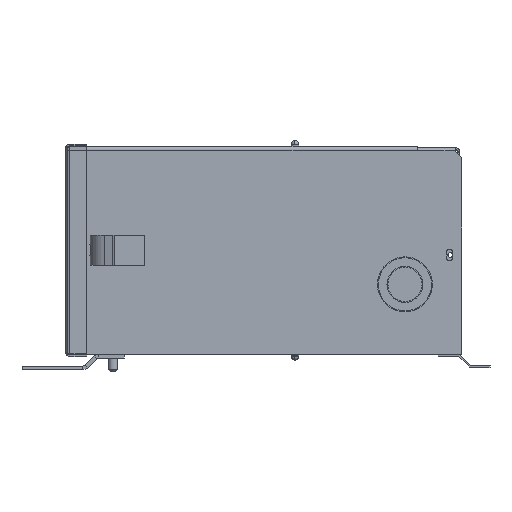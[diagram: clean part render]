
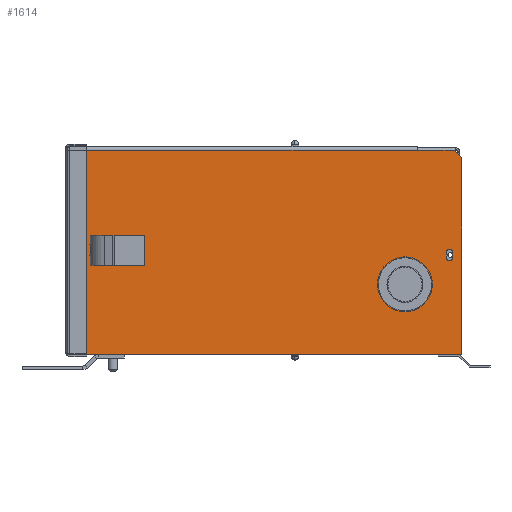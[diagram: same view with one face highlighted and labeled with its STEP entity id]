
A CAD part, left-side view. The second image highlights one B-rep face of the part: STEP entity #1614.
In plain terms, the highlighted planar face has unit normal (-1, 0, 0).
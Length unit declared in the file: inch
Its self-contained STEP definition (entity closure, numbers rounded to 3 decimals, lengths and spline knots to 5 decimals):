
#226 = EDGE_LOOP ( 'NONE', ( #3859, #3860, #3861, #3862, #3863, #3864 ) ) ;
#227 = EDGE_LOOP ( 'NONE', ( #3865, #3866, #3867, #3868, #3869 ) ) ;
#229 = EDGE_LOOP ( 'NONE', ( #3870, #3871 ) ) ;
#1614 = ADVANCED_FACE ( 'NONE', ( #7324, #7334, #7330 ), #9000, .T. ) ;
#2306 = VERTEX_POINT ( 'NONE', #11093 ) ;
#2329 = VERTEX_POINT ( 'NONE', #11116 ) ;
#2330 = VERTEX_POINT ( 'NONE', #11117 ) ;
#2352 = VERTEX_POINT ( 'NONE', #11139 ) ;
#2353 = VERTEX_POINT ( 'NONE', #11140 ) ;
#2368 = VERTEX_POINT ( 'NONE', #11155 ) ;
#2390 = VERTEX_POINT ( 'NONE', #11177 ) ;
#2393 = VERTEX_POINT ( 'NONE', #11180 ) ;
#2395 = VERTEX_POINT ( 'NONE', #11182 ) ;
#2396 = VERTEX_POINT ( 'NONE', #11183 ) ;
#2397 = VERTEX_POINT ( 'NONE', #11184 ) ;
#2399 = VERTEX_POINT ( 'NONE', #11186 ) ;
#2401 = VERTEX_POINT ( 'NONE', #11188 ) ;
#3408 = EDGE_CURVE ( 'NONE', #2329, #2330, #13246, .T. ) ;
#3434 = EDGE_CURVE ( 'NONE', #2352, #2353, #13282, .T. ) ;
#3475 = EDGE_CURVE ( 'NONE', #2306, #2393, #13339, .T. ) ;
#3476 = EDGE_CURVE ( 'NONE', #2306, #2395, #13336, .T. ) ;
#3477 = EDGE_CURVE ( 'NONE', #2395, #2396, #13340, .T. ) ;
#3478 = EDGE_CURVE ( 'NONE', #2396, #2397, #13344, .T. ) ;
#3479 = EDGE_CURVE ( 'NONE', #2390, #2397, #13346, .T. ) ;
#3480 = EDGE_CURVE ( 'NONE', #2393, #2390, #13342, .T. ) ;
#3481 = EDGE_CURVE ( 'NONE', #2368, #2399, #13348, .T. ) ;
#3482 = EDGE_CURVE ( 'NONE', #2399, #2401, #13352, .T. ) ;
#3483 = EDGE_CURVE ( 'NONE', #2401, #2352, #13353, .T. ) ;
#3484 = EDGE_CURVE ( 'NONE', #2353, #2368, #13355, .T. ) ;
#3485 = EDGE_CURVE ( 'NONE', #2330, #2329, #13356, .T. ) ;
#3859 = ORIENTED_EDGE ( 'NONE', *, *, #3475, .F. ) ;
#3860 = ORIENTED_EDGE ( 'NONE', *, *, #3476, .T. ) ;
#3861 = ORIENTED_EDGE ( 'NONE', *, *, #3477, .T. ) ;
#3862 = ORIENTED_EDGE ( 'NONE', *, *, #3478, .T. ) ;
#3863 = ORIENTED_EDGE ( 'NONE', *, *, #3479, .F. ) ;
#3864 = ORIENTED_EDGE ( 'NONE', *, *, #3480, .F. ) ;
#3865 = ORIENTED_EDGE ( 'NONE', *, *, #3481, .T. ) ;
#3866 = ORIENTED_EDGE ( 'NONE', *, *, #3482, .T. ) ;
#3867 = ORIENTED_EDGE ( 'NONE', *, *, #3483, .T. ) ;
#3868 = ORIENTED_EDGE ( 'NONE', *, *, #3434, .T. ) ;
#3869 = ORIENTED_EDGE ( 'NONE', *, *, #3484, .T. ) ;
#3870 = ORIENTED_EDGE ( 'NONE', *, *, #3408, .T. ) ;
#3871 = ORIENTED_EDGE ( 'NONE', *, *, #3485, .T. ) ;
#6314 = AXIS2_PLACEMENT_3D ( 'NONE', #8999, #8996, #9001 ) ;
#7324 = FACE_OUTER_BOUND ( 'NONE', #226, .T. ) ;
#7330 = FACE_BOUND ( 'NONE', #229, .T. ) ;
#7334 = FACE_BOUND ( 'NONE', #227, .T. ) ;
#8996 = DIRECTION ( 'NONE',  ( -1., 0., 0. ) ) ;
#8999 = CARTESIAN_POINT ( 'NONE',  ( -8.36, 0., 0. ) ) ;
#9000 = PLANE ( 'NONE',  #6314 ) ;
#9001 = DIRECTION ( 'NONE',  ( 0., 0., 1. ) ) ;
#11093 = CARTESIAN_POINT ( 'NONE',  ( -8.36, -6.5, -0.3848 ) ) ;
#11116 = CARTESIAN_POINT ( 'NONE',  ( -8.36, -4.625, -3.6825 ) ) ;
#11117 = CARTESIAN_POINT ( 'NONE',  ( -8.36, -4.625, -5.4325 ) ) ;
#11139 = CARTESIAN_POINT ( 'NONE',  ( -8.36, -6.09375, -3.77625 ) ) ;
#11140 = CARTESIAN_POINT ( 'NONE',  ( -8.36, -5.98438, -3.66688 ) ) ;
#11155 = CARTESIAN_POINT ( 'NONE',  ( -8.36, -5.98438, -3.51063 ) ) ;
#11177 = CARTESIAN_POINT ( 'NONE',  ( -8.36, 6.5, -6.87 ) ) ;
#11180 = CARTESIAN_POINT ( 'NONE',  ( -8.36, -6.5, -6.87 ) ) ;
#11182 = CARTESIAN_POINT ( 'NONE',  ( -8.36, -6.25, -0.1348 ) ) ;
#11183 = CARTESIAN_POINT ( 'NONE',  ( -8.36, -5.03125, -0.1348 ) ) ;
#11184 = CARTESIAN_POINT ( 'NONE',  ( -8.36, 6.5, -0.1348 ) ) ;
#11186 = CARTESIAN_POINT ( 'NONE',  ( -8.36, -6.20313, -3.51063 ) ) ;
#11188 = CARTESIAN_POINT ( 'NONE',  ( -8.36, -6.20313, -3.66688 ) ) ;
#12442 = CARTESIAN_POINT ( 'NONE',  ( -8.36, -4.625, -4.5575 ) ) ;
#12443 = DIRECTION ( 'NONE',  ( 1., 0., 0. ) ) ;
#12444 = DIRECTION ( 'NONE',  ( 0., 0., -1. ) ) ;
#12507 = CARTESIAN_POINT ( 'NONE',  ( -8.36, -6.09375, -3.66688 ) ) ;
#12508 = DIRECTION ( 'NONE',  ( 1., 0., 0. ) ) ;
#12509 = DIRECTION ( 'NONE',  ( 0., 0., -1. ) ) ;
#12610 = CARTESIAN_POINT ( 'NONE',  ( -8.36, -6.5, -6.87 ) ) ;
#12611 = DIRECTION ( 'NONE',  ( 0., 0., -1. ) ) ;
#12615 = CARTESIAN_POINT ( 'NONE',  ( -8.36, 0., -0.1348 ) ) ;
#12616 = CARTESIAN_POINT ( 'NONE',  ( -8.36, -3.0576, 3.0576 ) ) ;
#12620 = CARTESIAN_POINT ( 'NONE',  ( -8.36, 6.5, -6.87 ) ) ;
#12621 = DIRECTION ( 'NONE',  ( 0., 0.707, 0.707 ) ) ;
#12622 = DIRECTION ( 'NONE',  ( 0., 1., 0. ) ) ;
#12623 = CARTESIAN_POINT ( 'NONE',  ( -8.36, 0., -0.1348 ) ) ;
#12624 = DIRECTION ( 'NONE',  ( 0., 1., 0. ) ) ;
#12625 = CARTESIAN_POINT ( 'NONE',  ( -8.36, 6.5, -0.0598 ) ) ;
#12626 = DIRECTION ( 'NONE',  ( 0., 0., -1. ) ) ;
#12627 = DIRECTION ( 'NONE',  ( 0., 0., 1. ) ) ;
#12628 = DIRECTION ( 'NONE',  ( 0., 1., 0. ) ) ;
#12629 = CARTESIAN_POINT ( 'NONE',  ( -8.36, -6.20313, -3.51063 ) ) ;
#12630 = CARTESIAN_POINT ( 'NONE',  ( -8.36, -5.98438, -3.51063 ) ) ;
#12631 = DIRECTION ( 'NONE',  ( 0., 0., 1. ) ) ;
#12632 = CARTESIAN_POINT ( 'NONE',  ( -8.36, -6.09375, -3.51063 ) ) ;
#12633 = DIRECTION ( 'NONE',  ( 1., 0., 0. ) ) ;
#12634 = DIRECTION ( 'NONE',  ( 0., 0., -1. ) ) ;
#12635 = CARTESIAN_POINT ( 'NONE',  ( -8.36, -6.09375, -3.66688 ) ) ;
#12636 = DIRECTION ( 'NONE',  ( 1., 0., 0. ) ) ;
#12637 = DIRECTION ( 'NONE',  ( 0., 0., -1. ) ) ;
#12638 = CARTESIAN_POINT ( 'NONE',  ( -8.36, -4.625, -4.5575 ) ) ;
#12639 = DIRECTION ( 'NONE',  ( 1., 0., 0. ) ) ;
#12640 = DIRECTION ( 'NONE',  ( 0., 0., -1. ) ) ;
#12874 = AXIS2_PLACEMENT_3D ( 'NONE', #12442, #12443, #12444 ) ;
#12887 = AXIS2_PLACEMENT_3D ( 'NONE', #12507, #12508, #12509 ) ;
#12916 = AXIS2_PLACEMENT_3D ( 'NONE', #12632, #12633, #12634 ) ;
#12917 = AXIS2_PLACEMENT_3D ( 'NONE', #12635, #12636, #12637 ) ;
#12918 = AXIS2_PLACEMENT_3D ( 'NONE', #12638, #12639, #12640 ) ;
#13246 = CIRCLE ( 'NONE', #12874, 0.875 ) ;
#13282 = CIRCLE ( 'NONE', #12887, 0.10938 ) ;
#13336 = LINE ( 'NONE', #12616, #13343 ) ;
#13339 = LINE ( 'NONE', #12610, #13341 ) ;
#13340 = LINE ( 'NONE', #12615, #13345 ) ;
#13341 = VECTOR ( 'NONE', #12611, 39.37008 ) ;
#13342 = LINE ( 'NONE', #12620, #13351 ) ;
#13343 = VECTOR ( 'NONE', #12621, 39.37008 ) ;
#13344 = LINE ( 'NONE', #12623, #13347 ) ;
#13345 = VECTOR ( 'NONE', #12622, 39.37008 ) ;
#13346 = LINE ( 'NONE', #12625, #13349 ) ;
#13347 = VECTOR ( 'NONE', #12624, 39.37008 ) ;
#13348 = CIRCLE ( 'NONE', #12916, 0.10938 ) ;
#13349 = VECTOR ( 'NONE', #12627, 39.37008 ) ;
#13351 = VECTOR ( 'NONE', #12628, 39.37008 ) ;
#13352 = LINE ( 'NONE', #12629, #13354 ) ;
#13353 = CIRCLE ( 'NONE', #12917, 0.10938 ) ;
#13354 = VECTOR ( 'NONE', #12626, 39.37008 ) ;
#13355 = LINE ( 'NONE', #12630, #13357 ) ;
#13356 = CIRCLE ( 'NONE', #12918, 0.875 ) ;
#13357 = VECTOR ( 'NONE', #12631, 39.37008 ) ;
